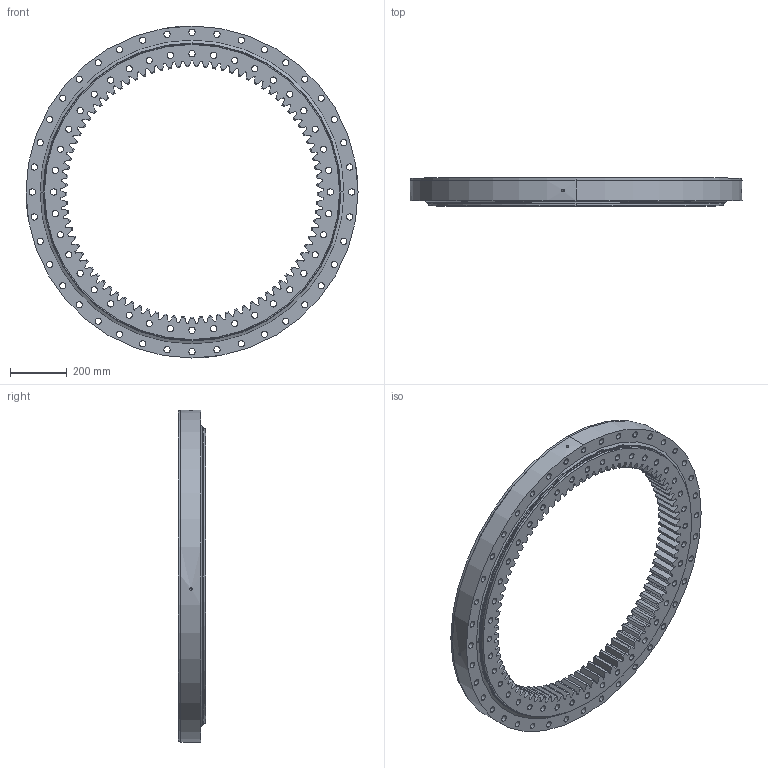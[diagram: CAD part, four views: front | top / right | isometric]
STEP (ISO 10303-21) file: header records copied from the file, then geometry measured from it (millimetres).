
FILE_DESCRIPTION (( 'STEP AP203' ), '1' );
FILE_NAME ('02-1050-00.STEP', '2017-12-26T12:57:20', ( 'defontaine' ), ( 'Hewlett-Packard Company' ), 'SwSTEP 2.0', 'SolidWorks 2016', '' );
FILE_SCHEMA (( 'CONFIG_CONTROL_DESIGN' ));
Length unit declared in the file: millimetre
Products named in the file (1): 02-1050-00
Bounding box: 1170 x 98 x 1170 mm (x, y, z)
Volume: 29793989.1 mm3; surface area: 3004222.8 mm2
Topology: 5 solids, 5 shells, 764 faces, 2233 edges, 1483 vertices
Faces by surface type: cylinder 365, plane 192, cone 187, torus 18, sphere 2
Entity records: 26923 total; most frequent: CARTESIAN_POINT 6067, ORIENTED_EDGE 4456, DIRECTION 4334, EDGE_CURVE 2228, AXIS2_PLACEMENT_3D 1713, VERTEX_POINT 1480, CIRCLE 948, EDGE_LOOP 946
